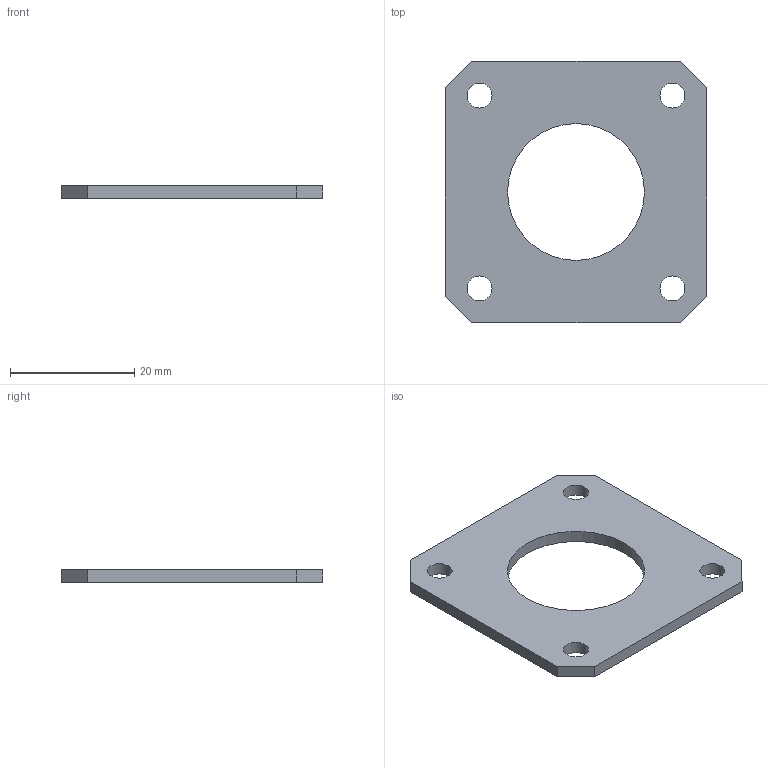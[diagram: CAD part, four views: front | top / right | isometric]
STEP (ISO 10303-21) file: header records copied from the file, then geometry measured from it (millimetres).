
FILE_DESCRIPTION(('Open CASCADE Model'),'2;1');
FILE_NAME('Open CASCADE Shape Model','2023-08-02T22:13:35',('Author'),( 'Open CASCADE'),'Open CASCADE STEP processor 7.7','Open CASCADE 7.7' ,'Unknown');
FILE_SCHEMA(('AUTOMOTIVE_DESIGN { 1 0 10303 214 1 1 1 1 }'));
Length unit declared in the file: millimetre
Products named in the file (1): Open CASCADE STEP translator 7.7 1
Bounding box: 42 x 42 x 2 mm (x, y, z)
Volume: 2595.2 mm3; surface area: 3150.1 mm2
Topology: 1 solids, 1 shells, 15 faces, 39 edges, 26 vertices
Faces by surface type: plane 10, cylinder 5
Full cylindrical faces by diameter (mm): 4 x4, 22 x1
Entity records: 493 total; most frequent: CARTESIAN_POINT 81, DIRECTION 81, ORIENTED_EDGE 78, EDGE_CURVE 39, LINE 29, VECTOR 29, AXIS2_PLACEMENT_3D 26, VERTEX_POINT 26
